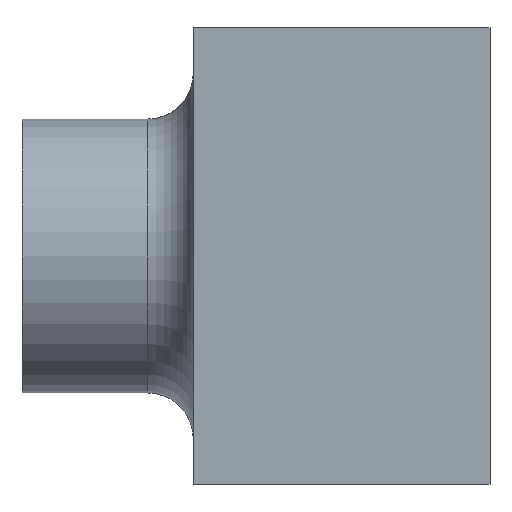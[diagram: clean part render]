
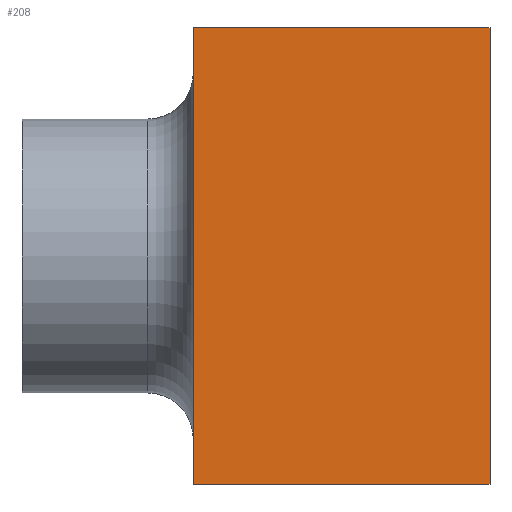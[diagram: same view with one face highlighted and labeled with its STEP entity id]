
A CAD part, front view. The second image highlights one B-rep face of the part: STEP entity #208.
In plain terms, the highlighted planar face has unit normal (0, -1, 0).
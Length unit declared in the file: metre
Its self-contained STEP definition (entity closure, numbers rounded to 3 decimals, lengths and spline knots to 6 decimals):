
#18=LINE('',#335,#30);
#20=LINE('',#339,#32);
#21=LINE('',#341,#33);
#22=LINE('',#343,#34);
#30=VECTOR('',#273,1.);
#32=VECTOR('',#277,1.);
#33=VECTOR('',#278,1.);
#34=VECTOR('',#279,1.);
#40=PLANE('',#236);
#55=ORIENTED_EDGE('',*,*,#99,.T.);
#56=ORIENTED_EDGE('',*,*,#100,.F.);
#57=ORIENTED_EDGE('',*,*,#101,.F.);
#58=ORIENTED_EDGE('',*,*,#97,.T.);
#97=EDGE_CURVE('',#120,#119,#18,.T.);
#99=EDGE_CURVE('',#119,#121,#20,.T.);
#100=EDGE_CURVE('',#122,#121,#21,.T.);
#101=EDGE_CURVE('',#120,#122,#22,.T.);
#119=VERTEX_POINT('',#334);
#120=VERTEX_POINT('',#336);
#121=VERTEX_POINT('',#340);
#122=VERTEX_POINT('',#342);
#148=EDGE_LOOP('',(#55,#56,#57,#58));
#176=FACE_BOUND('',#148,.T.);
#208=ADVANCED_FACE('',(#176),#40,.F.);
#236=AXIS2_PLACEMENT_3D('',#338,#275,#276);
#273=DIRECTION('',(-1.,0.,0.));
#275=DIRECTION('',(0.,1.,0.));
#276=DIRECTION('',(0.,0.,1.));
#277=DIRECTION('',(0.,0.,-1.));
#278=DIRECTION('',(-1.,0.,0.));
#279=DIRECTION('',(0.,0.,-1.));
#334=CARTESIAN_POINT('',(0.088,0.039569,0.015));
#335=CARTESIAN_POINT('',(0.093,0.039569,0.015));
#336=CARTESIAN_POINT('',(0.101,0.039569,0.015));
#338=CARTESIAN_POINT('',(0.093,0.039569,0.005));
#339=CARTESIAN_POINT('',(0.088,0.039569,0.005));
#340=CARTESIAN_POINT('',(0.088,0.039569,-0.005));
#341=CARTESIAN_POINT('',(0.093,0.039569,-0.005));
#342=CARTESIAN_POINT('',(0.101,0.039569,-0.005));
#343=CARTESIAN_POINT('',(0.101,0.039569,0.005));
